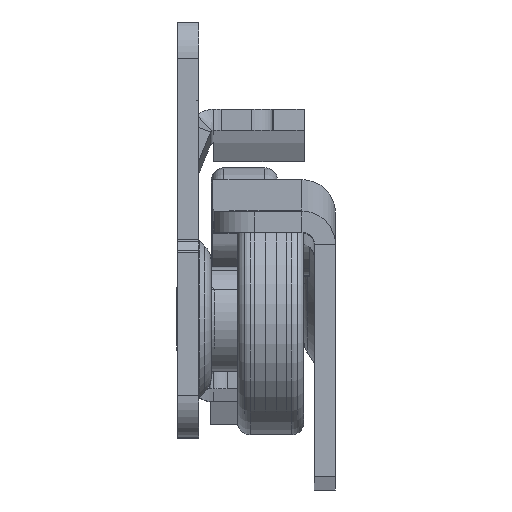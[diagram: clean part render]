
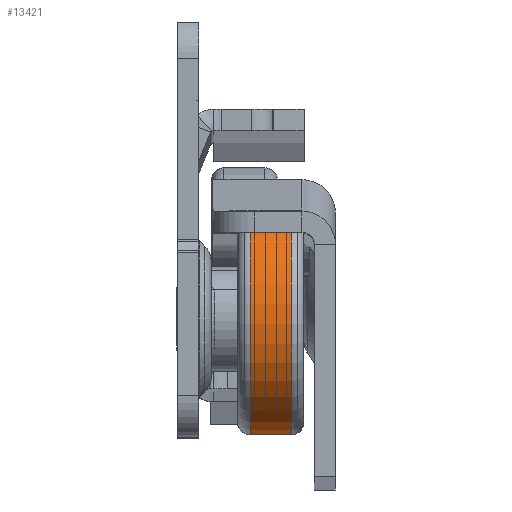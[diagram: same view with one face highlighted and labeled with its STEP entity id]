
A CAD part, top view. The second image highlights one B-rep face of the part: STEP entity #13421.
In plain terms, the highlighted cylindrical face has radius 11 mm (diameter 22 mm), a partial arc.
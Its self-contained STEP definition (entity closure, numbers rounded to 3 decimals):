
#991 = DIRECTION ( 'NONE',  ( -1., 0., 0. ) ) ;
#4140 = DIRECTION ( 'NONE',  ( -1., 0., 0. ) ) ;
#4410 = FACE_OUTER_BOUND ( 'NONE', #48185, .T. ) ;
#4700 = DIRECTION ( 'NONE',  ( -1., 0., 0. ) ) ;
#7597 = VERTEX_POINT ( 'NONE', #26516 ) ;
#8603 = AXIS2_PLACEMENT_3D ( 'NONE', #32683, #53957, #50164 ) ;
#11749 = VECTOR ( 'NONE', #991, 1000. ) ;
#13342 = EDGE_CURVE ( 'NONE', #32704, #7597, #14135, .T. ) ;
#13421 = ADVANCED_FACE ( 'NONE', ( #4410 ), #53086, .T. ) ;
#13530 = AXIS2_PLACEMENT_3D ( 'NONE', #51719, #4700, #44057 ) ;
#14135 = LINE ( 'NONE', #31934, #37722 ) ;
#15734 = EDGE_CURVE ( 'NONE', #32704, #52725, #25313, .T. ) ;
#19786 = EDGE_CURVE ( 'NONE', #7597, #34452, #29780, .T. ) ;
#25313 = CIRCLE ( 'NONE', #8603, 11. ) ;
#26275 = ORIENTED_EDGE ( 'NONE', *, *, #13342, .F. ) ;
#26516 = CARTESIAN_POINT ( 'NONE',  ( 1.2, 0., 11. ) ) ;
#29780 = CIRCLE ( 'NONE', #41903, 11. ) ;
#30758 = EDGE_CURVE ( 'NONE', #52725, #34452, #54018, .T. ) ;
#31934 = CARTESIAN_POINT ( 'NONE',  ( 0., 0., 11. ) ) ;
#32683 = CARTESIAN_POINT ( 'NONE',  ( 5.1, 0., 0. ) ) ;
#32700 = ORIENTED_EDGE ( 'NONE', *, *, #30758, .T. ) ;
#32704 = VERTEX_POINT ( 'NONE', #40078 ) ;
#34452 = VERTEX_POINT ( 'NONE', #41285 ) ;
#35597 = DIRECTION ( 'NONE',  ( 0., 0., 1. ) ) ;
#37111 = CARTESIAN_POINT ( 'NONE',  ( 0., 0., -11. ) ) ;
#37722 = VECTOR ( 'NONE', #53507, 1000. ) ;
#40078 = CARTESIAN_POINT ( 'NONE',  ( 5.1, 0., 11. ) ) ;
#41285 = CARTESIAN_POINT ( 'NONE',  ( 1.2, 0., -11. ) ) ;
#41903 = AXIS2_PLACEMENT_3D ( 'NONE', #44081, #4140, #35597 ) ;
#44057 = DIRECTION ( 'NONE',  ( 0., 0., 1. ) ) ;
#44081 = CARTESIAN_POINT ( 'NONE',  ( 1.2, 0., 0. ) ) ;
#44993 = ORIENTED_EDGE ( 'NONE', *, *, #15734, .T. ) ;
#48185 = EDGE_LOOP ( 'NONE', ( #44993, #32700, #55784, #26275 ) ) ;
#50164 = DIRECTION ( 'NONE',  ( 0., 0., 1. ) ) ;
#51719 = CARTESIAN_POINT ( 'NONE',  ( 0., 0., 0. ) ) ;
#51869 = CARTESIAN_POINT ( 'NONE',  ( 5.1, 0., -11. ) ) ;
#52725 = VERTEX_POINT ( 'NONE', #51869 ) ;
#53086 = CYLINDRICAL_SURFACE ( 'NONE', #13530, 11. ) ;
#53507 = DIRECTION ( 'NONE',  ( -1., 0., 0. ) ) ;
#53957 = DIRECTION ( 'NONE',  ( -1., 0., 0. ) ) ;
#54018 = LINE ( 'NONE', #37111, #11749 ) ;
#55784 = ORIENTED_EDGE ( 'NONE', *, *, #19786, .F. ) ;
